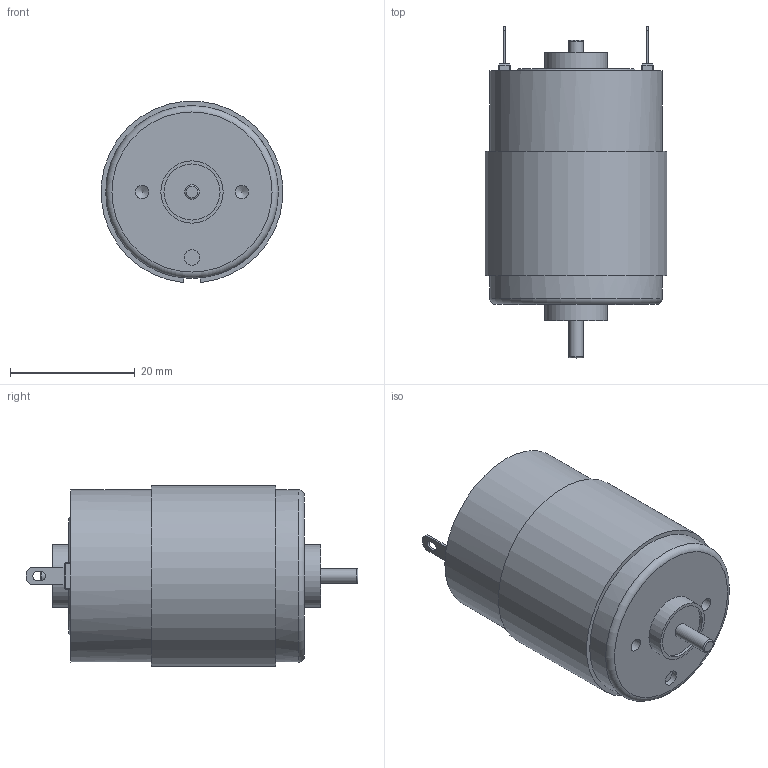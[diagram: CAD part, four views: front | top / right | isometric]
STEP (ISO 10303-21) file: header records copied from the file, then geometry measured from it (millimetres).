
FILE_DESCRIPTION((''),'2;1');
FILE_NAME('tp_2937aa.stp','2016-11-14T10:19:26',('Administrator'),(''),'Autodesk Inventor 2010','Autodesk Inventor 2010','');
FILE_SCHEMA(('AUTOMOTIVE_DESIGN { 1 0 10303 214 1 1 1 1 }'));
Length unit declared in the file: millimetre
Products named in the file (1): tp_2937aa
Bounding box: 29.09 x 53.3 x 29.09 mm (x, y, z)
Volume: 24205.4 mm3; surface area: 5248.7 mm2
Topology: 1 solids, 1 shells, 112 faces, 239 edges, 150 vertices
Faces by surface type: plane 68, cylinder 27, bspline 13, torus 4
Full cylindrical faces by diameter (mm): 2 x2, 2.305 x2, 2.5 x5, 9 x2, 10 x2, 19 x1, 26.7 x1, 27.7 x1
Entity records: 2920 total; most frequent: CARTESIAN_POINT 588, DIRECTION 476, ORIENTED_EDGE 416, EDGE_CURVE 208, AXIS2_PLACEMENT_3D 168, EDGE_LOOP 162, VERTEX_POINT 144, VECTOR 140
